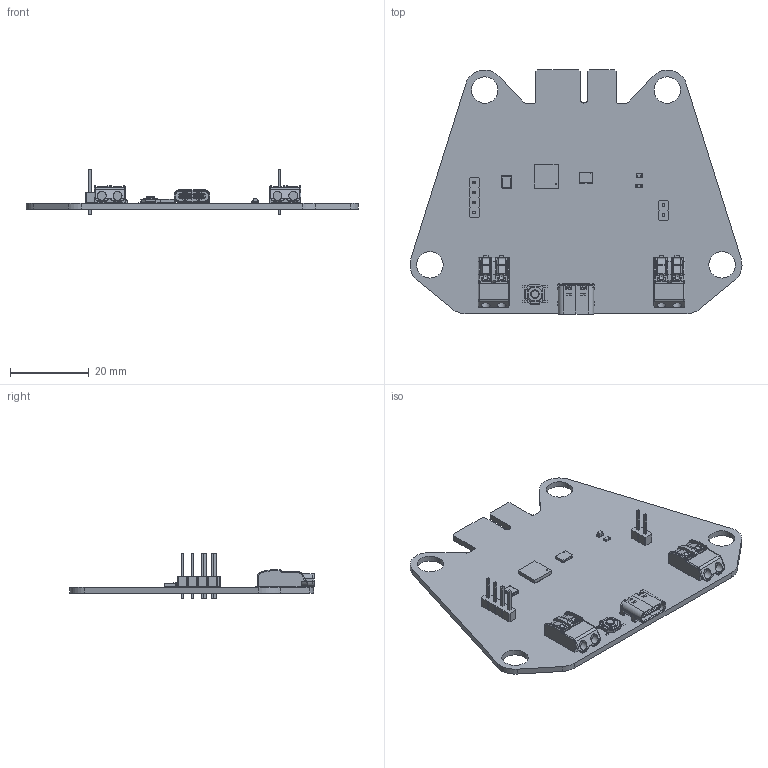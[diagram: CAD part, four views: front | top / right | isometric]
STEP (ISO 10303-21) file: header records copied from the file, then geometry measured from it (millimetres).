
FILE_DESCRIPTION(('KiCad electronic assembly'),'2;1');
FILE_NAME('board.step','2025-05-16T18:08:00',('Pcbnew'),('Kicad'), 'Open CASCADE STEP processor 7.6','KiCad to STEP converter','Unknown' );
FILE_SCHEMA(('AUTOMOTIVE_DESIGN { 1 0 10303 214 1 1 1 1 }'));
Length unit declared in the file: millimetre
Products named in the file (12): board 1; kicad_embedded_F2E480E80373251B4C3F0A48D73F2CA5; kicad_embedded_74EC9C574C356922F6A4535285956C6B; PinHeader_1x04_P2.54mm_Vertical; kicad_embedded_A65466E470E5E8AF14C115DF900A7CD7; LED_0603_1608Metric; kicad_embedded_EA7A5E5BA1FE67DE33AC9562E05053AD; USB_C_Receptacle_GCT_USB4105-xx-A_16P_TopMnt_Horizontal; kicad_embedded_4388890B492DB805848C6FA29B657E5E; PinHeader_1x02_P2.54mm_Vertical; R_0603_1608Metric; recovery_PCB
Assembly tree (12 placements, depth 2):
  board 1
    kicad_embedded_F2E480E80373251B4C3F0A48D73F2CA5
    kicad_embedded_74EC9C574C356922F6A4535285956C6B
    PinHeader_1x04_P2.54mm_Vertical
    kicad_embedded_A65466E470E5E8AF14C115DF900A7CD7
    LED_0603_1608Metric
    kicad_embedded_EA7A5E5BA1FE67DE33AC9562E05053AD  x2
    USB_C_Receptacle_GCT_USB4105-xx-A_16P_TopMnt_Horizontal
    kicad_embedded_4388890B492DB805848C6FA29B657E5E
    PinHeader_1x02_P2.54mm_Vertical
    R_0603_1608Metric
    recovery_PCB
Bounding box: 84.09 x 61.86 x 11.54 mm (x, y, z)
Volume: 6993.9 mm3; surface area: 11067 mm2
Topology: 94 solids, 94 shells, 2043 faces, 5131 edges, 3258 vertices
Faces by surface type: plane 1422, cylinder 515, torus 58, sphere 36, cone 8, revolution 4
Full cylindrical faces by diameter (mm): 0.13 x1, 0.3 x1, 0.5 x2, 0.6 x2, 1 x6, 2.25 x4, 6.7 x4
Entity records: 52691 total; most frequent: CARTESIAN_POINT 9303, DIRECTION 8929, ORIENTED_EDGE 8866, EDGE_CURVE 4433, LINE 3469, VECTOR 3469, VERTEX_POINT 2832, AXIS2_PLACEMENT_3D 2729
